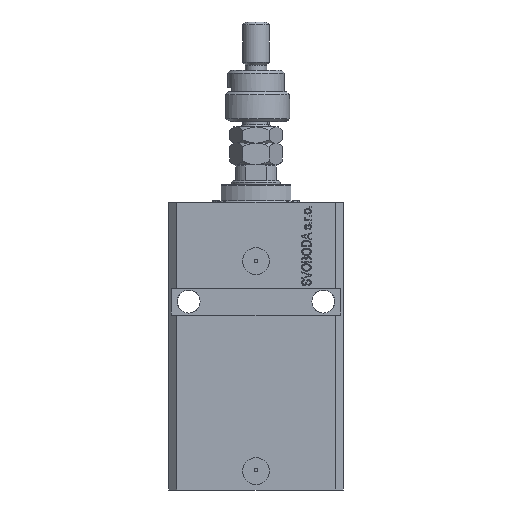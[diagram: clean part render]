
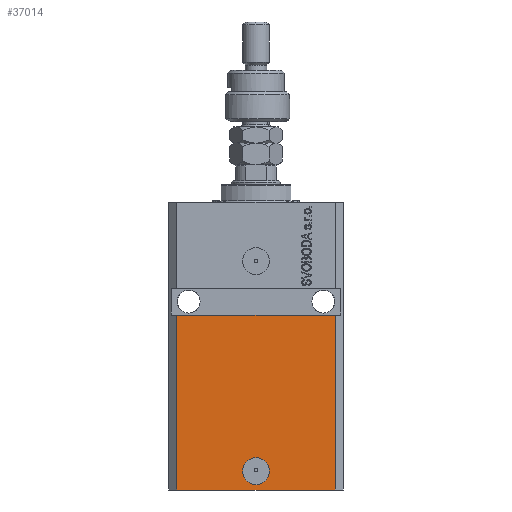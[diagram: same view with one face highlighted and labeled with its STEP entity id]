
A CAD part, front view. The second image highlights one B-rep face of the part: STEP entity #37014.
In plain terms, the highlighted planar face has unit normal (0, -1, 0).
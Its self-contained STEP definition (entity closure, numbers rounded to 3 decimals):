
#845 = VECTOR ( 'NONE', #47426, 1000. ) ;
#1577 = EDGE_CURVE ( 'NONE', #18510, #13269, #6962, .T. ) ;
#4220 = DIRECTION ( 'NONE',  ( 0., -1., 0. ) ) ;
#6082 = ORIENTED_EDGE ( 'NONE', *, *, #36507, .F. ) ;
#6962 = LINE ( 'NONE', #18315, #46207 ) ;
#7603 = CARTESIAN_POINT ( 'NONE',  ( 0., -22.5, -100. ) ) ;
#7725 = DIRECTION ( 'NONE',  ( 1., 0., 0. ) ) ;
#7883 = AXIS2_PLACEMENT_3D ( 'NONE', #7603, #4220, #30279 ) ;
#7998 = VERTEX_POINT ( 'NONE', #32249 ) ;
#9598 = DIRECTION ( 'NONE',  ( 0., 0., 1. ) ) ;
#10204 = FACE_OUTER_BOUND ( 'NONE', #27413, .T. ) ;
#10346 = DIRECTION ( 'NONE',  ( 0., 0., 1. ) ) ;
#10734 = VERTEX_POINT ( 'NONE', #45412 ) ;
#13269 = VERTEX_POINT ( 'NONE', #43647 ) ;
#15886 = VERTEX_POINT ( 'NONE', #22628 ) ;
#17944 = LINE ( 'NONE', #36318, #845 ) ;
#18315 = CARTESIAN_POINT ( 'NONE',  ( -29.5, -22.5, -107. ) ) ;
#18351 = DIRECTION ( 'NONE',  ( 0., -1., 0. ) ) ;
#18510 = VERTEX_POINT ( 'NONE', #26040 ) ;
#18515 = ORIENTED_EDGE ( 'NONE', *, *, #34438, .T. ) ;
#21309 = CARTESIAN_POINT ( 'NONE',  ( -29.5, -22.5, -107. ) ) ;
#22628 = CARTESIAN_POINT ( 'NONE',  ( 5., -22.5, -100. ) ) ;
#24067 = CIRCLE ( 'NONE', #7883, 5. ) ;
#25072 = ORIENTED_EDGE ( 'NONE', *, *, #36906, .F. ) ;
#25180 = EDGE_CURVE ( 'NONE', #18510, #7998, #17944, .T. ) ;
#25556 = VECTOR ( 'NONE', #9598, 1000. ) ;
#26040 = CARTESIAN_POINT ( 'NONE',  ( -29.5, -22.5, -107. ) ) ;
#26504 = EDGE_CURVE ( 'NONE', #15886, #37589, #29424, .T. ) ;
#27413 = EDGE_LOOP ( 'NONE', ( #6082, #30784, #45892, #18515 ) ) ;
#27829 = DIRECTION ( 'NONE',  ( 1., 0., 0. ) ) ;
#28313 = PLANE ( 'NONE',  #41065 ) ;
#29424 = CIRCLE ( 'NONE', #37916, 5. ) ;
#30279 = DIRECTION ( 'NONE',  ( 1., 0., 0. ) ) ;
#30784 = ORIENTED_EDGE ( 'NONE', *, *, #1577, .F. ) ;
#32063 = LINE ( 'NONE', #42711, #25556 ) ;
#32249 = CARTESIAN_POINT ( 'NONE',  ( 29.5, -22.5, -107. ) ) ;
#32565 = ORIENTED_EDGE ( 'NONE', *, *, #26504, .F. ) ;
#33032 = CARTESIAN_POINT ( 'NONE',  ( -5., -22.5, -100. ) ) ;
#34438 = EDGE_CURVE ( 'NONE', #7998, #10734, #32063, .T. ) ;
#34454 = CARTESIAN_POINT ( 'NONE',  ( -32.5, -22.5, -42. ) ) ;
#35340 = DIRECTION ( 'NONE',  ( 0., -1., 0. ) ) ;
#35669 = VECTOR ( 'NONE', #41005, 1000. ) ;
#36318 = CARTESIAN_POINT ( 'NONE',  ( -29.5, -22.5, -107. ) ) ;
#36507 = EDGE_CURVE ( 'NONE', #13269, #10734, #45108, .T. ) ;
#36906 = EDGE_CURVE ( 'NONE', #37589, #15886, #24067, .T. ) ;
#37014 = ADVANCED_FACE ( 'NONE', ( #43311, #10204 ), #28313, .T. ) ;
#37589 = VERTEX_POINT ( 'NONE', #33032 ) ;
#37916 = AXIS2_PLACEMENT_3D ( 'NONE', #46683, #35340, #27829 ) ;
#41005 = DIRECTION ( 'NONE',  ( 1., 0., 0. ) ) ;
#41065 = AXIS2_PLACEMENT_3D ( 'NONE', #21309, #18351, #7725 ) ;
#42711 = CARTESIAN_POINT ( 'NONE',  ( 29.5, -22.5, -107. ) ) ;
#43311 = FACE_BOUND ( 'NONE', #43807, .T. ) ;
#43647 = CARTESIAN_POINT ( 'NONE',  ( -29.5, -22.5, -42. ) ) ;
#43807 = EDGE_LOOP ( 'NONE', ( #32565, #25072 ) ) ;
#45108 = LINE ( 'NONE', #34454, #35669 ) ;
#45412 = CARTESIAN_POINT ( 'NONE',  ( 29.5, -22.5, -42. ) ) ;
#45892 = ORIENTED_EDGE ( 'NONE', *, *, #25180, .T. ) ;
#46207 = VECTOR ( 'NONE', #10346, 1000. ) ;
#46683 = CARTESIAN_POINT ( 'NONE',  ( 0., -22.5, -100. ) ) ;
#47426 = DIRECTION ( 'NONE',  ( 1., 0., 0. ) ) ;
